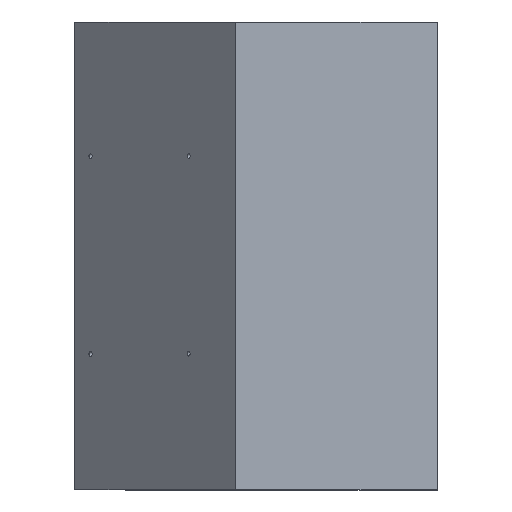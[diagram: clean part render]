
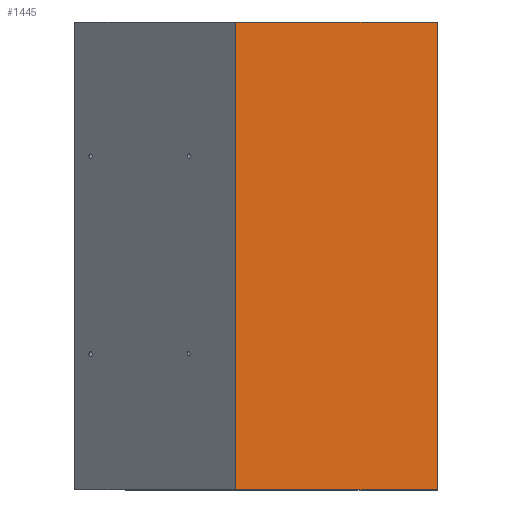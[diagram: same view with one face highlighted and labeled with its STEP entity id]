
A CAD part, top view. The second image highlights one B-rep face of the part: STEP entity #1445.
In plain terms, the highlighted planar face has unit normal (0.711, 0, 0.703).
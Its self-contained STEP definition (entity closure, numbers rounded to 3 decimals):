
#142=FACE_OUTER_BOUND('',#228,.T.);
#228=EDGE_LOOP('',(#1146,#1147,#1148,#1149));
#395=LINE('',#2328,#554);
#396=LINE('',#2330,#555);
#397=LINE('',#2332,#556);
#398=LINE('',#2333,#557);
#554=VECTOR('',#1836,10.);
#555=VECTOR('',#1837,10.);
#556=VECTOR('',#1838,10.);
#557=VECTOR('',#1839,10.);
#688=VERTEX_POINT('',#2326);
#689=VERTEX_POINT('',#2327);
#690=VERTEX_POINT('',#2329);
#691=VERTEX_POINT('',#2331);
#860=EDGE_CURVE('',#688,#689,#395,.T.);
#861=EDGE_CURVE('',#688,#690,#396,.T.);
#862=EDGE_CURVE('',#691,#690,#397,.T.);
#863=EDGE_CURVE('',#689,#691,#398,.T.);
#1146=ORIENTED_EDGE('',*,*,#860,.F.);
#1147=ORIENTED_EDGE('',*,*,#861,.T.);
#1148=ORIENTED_EDGE('',*,*,#862,.F.);
#1149=ORIENTED_EDGE('',*,*,#863,.F.);
#1380=PLANE('',#1552);
#1445=ADVANCED_FACE('',(#142),#1380,.F.);
#1552=AXIS2_PLACEMENT_3D('',#2325,#1834,#1835);
#1834=DIRECTION('center_axis',(-0.711,0.,-0.703));
#1835=DIRECTION('ref_axis',(-0.703,0.,0.711));
#1836=DIRECTION('',(0.,1.,0.));
#1837=DIRECTION('',(0.703,0.,-0.711));
#1838=DIRECTION('',(0.,-1.,0.));
#1839=DIRECTION('',(0.703,0.,-0.711));
#2325=CARTESIAN_POINT('Origin',(102.,-154.,0.));
#2326=CARTESIAN_POINT('',(34.779,-154.,68.012));
#2327=CARTESIAN_POINT('',(34.779,2.,68.012));
#2328=CARTESIAN_POINT('',(34.779,-154.,68.012));
#2329=CARTESIAN_POINT('',(102.,-154.,0.));
#2330=CARTESIAN_POINT('',(34.779,-154.,68.012));
#2331=CARTESIAN_POINT('',(102.,2.,0.));
#2332=CARTESIAN_POINT('',(102.,2.,0.));
#2333=CARTESIAN_POINT('',(34.779,2.,68.012));
